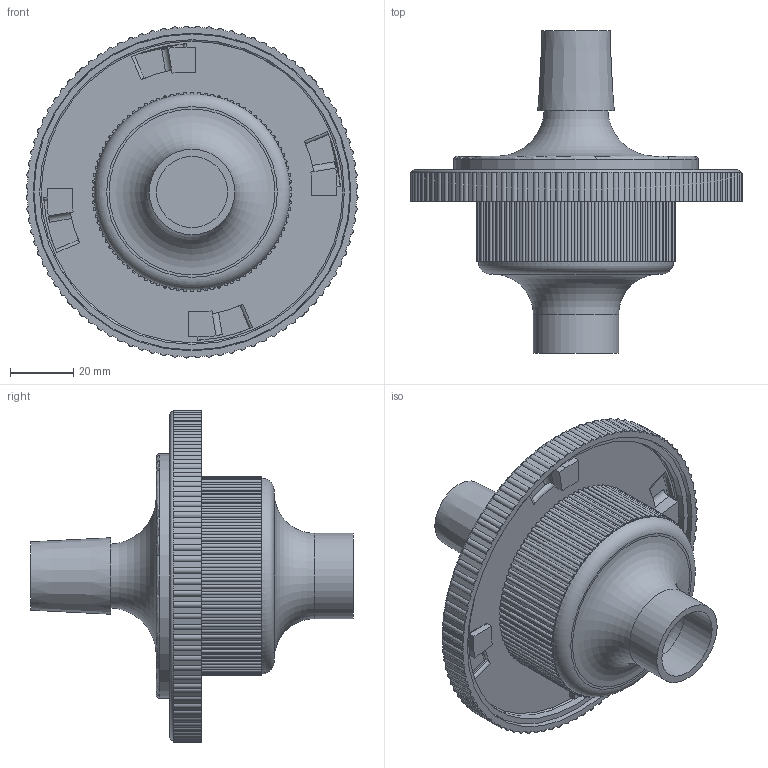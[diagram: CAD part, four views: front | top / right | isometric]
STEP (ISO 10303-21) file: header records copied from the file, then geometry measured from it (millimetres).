
FILE_DESCRIPTION(/* description */ (''),/* implementation_level */ '2;1');
FILE_NAME(/* name */ 'Patient Filter Box V6.step',/* time_stamp */ '2020-04-24T13:42:21+02:00',/* author */ (''),/* organization */ (''),/* preprocessor_version */ 'ST-DEVELOPER v18.1',/* originating_system */ 'Autodesk Translation Framework v9.2.0.1227',/* authorisation */ '');
FILE_SCHEMA (('AUTOMOTIVE_DESIGN { 1 0 10303 214 3 1 1 }'));
Length unit declared in the file: millimetre
Products named in the file (1): Patient Filter Box V6
Bounding box: 105.04 x 102 x 105.04 mm (x, y, z)
Volume: 82797 mm3; surface area: 72097.4 mm2
Topology: 4 solids, 4 shells, 686 faces, 1698 edges, 1031 vertices
Faces by surface type: cylinder 422, plane 249, torus 12, cone 3
Full cylindrical faces by diameter (mm): 11.12 x1, 22.48 x1, 27 x1, 56.98 x2, 66 x1, 66.7 x1, 67.714 x1, 71.286 x1, 72.264 x1, 77.264 x1, 96.4 x1, 100 x1, 100.5 x1
Entity records: 22277 total; most frequent: CARTESIAN_POINT 5186, DIRECTION 4085, ORIENTED_EDGE 3396, AXIS2_PLACEMENT_3D 1758, EDGE_CURVE 1698, CIRCLE 1055, VERTEX_POINT 1031, EDGE_LOOP 719
